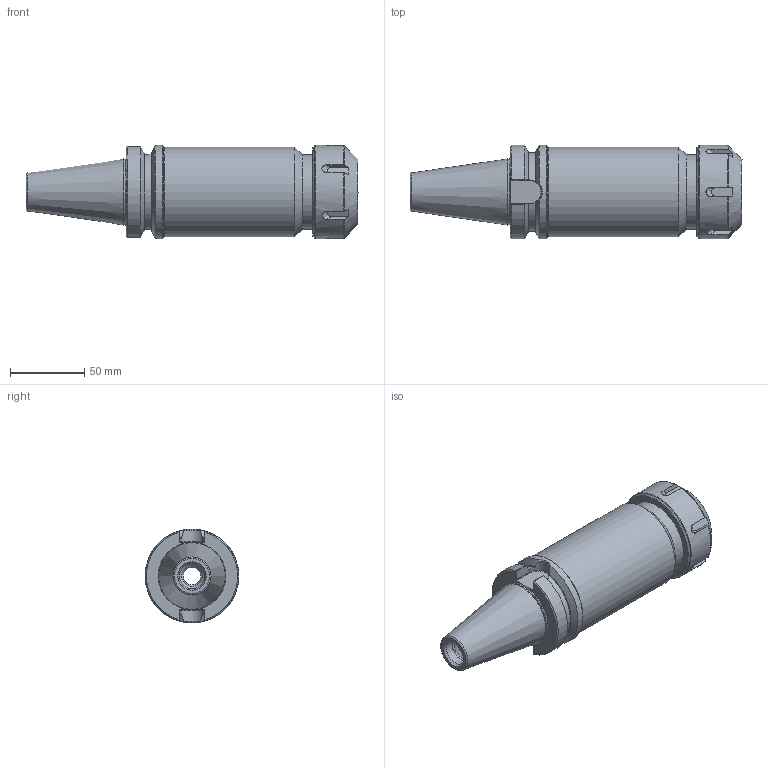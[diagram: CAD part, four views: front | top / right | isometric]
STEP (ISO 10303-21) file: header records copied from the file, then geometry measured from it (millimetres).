
FILE_DESCRIPTION((''),'2;1');
FILE_NAME('B40-40ERC622.iam.stp','2014-06-02T14:15:41',(''),(''),'Autodesk Inventor 2012','Autodesk Inventor 2012','');
FILE_SCHEMA(('AUTOMOTIVE_DESIGN { 1 0 10303 214 1 1 1 1 }'));
Length unit declared in the file: inch
Products named in the file (3): B40-40ERC622; B40-40ER6-1; 40ERCN
Assembly tree (2 placements, depth 2):
  B40-40ERC622
    B40-40ER6-1
    40ERCN
Bounding box: 223.39 x 62.99 x 62.99 mm (x, y, z)
Volume: 376484.6 mm3; surface area: 66446.3 mm2
Topology: 2 solids, 2 shells, 131 faces, 323 edges, 204 vertices
Faces by surface type: plane 50, cylinder 32, cone 23, torus 18, bspline 8
Full cylindrical faces by diameter (mm): 11.836 x1, 13.843 x1, 17.013 x1, 17.623 x1, 26.848 x1, 30.988 x1, 33.338 x2, 36.513 x1, 38.1 x1, 41.148 x1, 43.942 x1, 48.666 x1, 50 x1, 50.292 x1, 60.325 x1, 62.979 x1, 62.992 x1
Entity records: 4115 total; most frequent: CARTESIAN_POINT 1196, DIRECTION 556, ORIENTED_EDGE 538, EDGE_CURVE 269, AXIS2_PLACEMENT_3D 235, VERTEX_POINT 195, EDGE_LOOP 188, FACE_OUTER_BOUND 131
